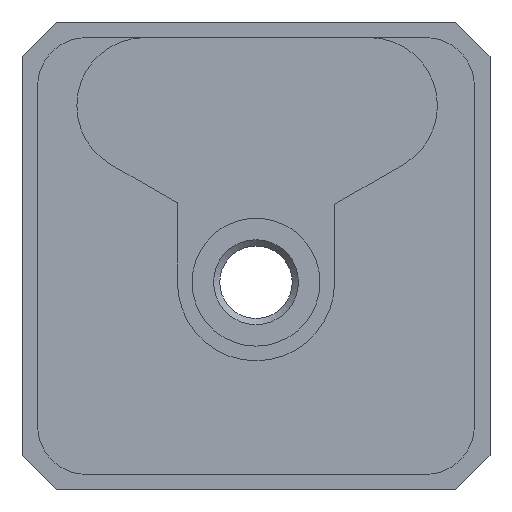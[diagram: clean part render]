
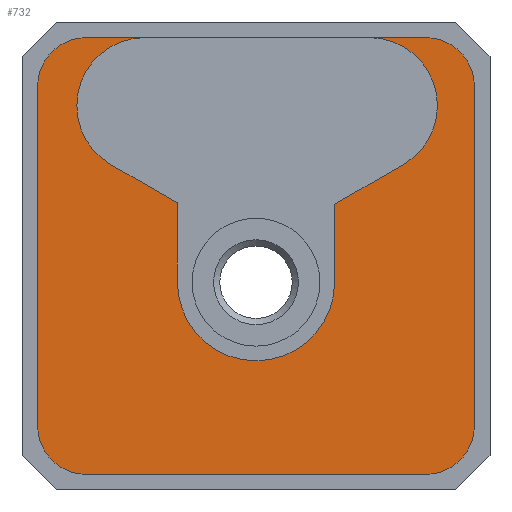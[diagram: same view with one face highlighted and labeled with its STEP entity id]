
A CAD part, front view. The second image highlights one B-rep face of the part: STEP entity #732.
In plain terms, the highlighted planar face has unit normal (0, -1, 0).
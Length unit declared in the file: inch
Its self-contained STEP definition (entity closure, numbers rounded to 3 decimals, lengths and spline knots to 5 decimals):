
#53=PLANE('',#814);
#93=FACE_OUTER_BOUND('',#139,.T.);
#139=EDGE_LOOP('',(#607,#608,#609,#610,#611,#612,#613,#614,#615,#616,#617,
#618,#619,#620,#621,#622));
#164=LINE('',#1076,#236);
#168=LINE('',#1084,#240);
#173=LINE('',#1102,#245);
#176=LINE('',#1108,#248);
#181=LINE('',#1124,#253);
#185=LINE('',#1131,#257);
#196=LINE('',#1165,#268);
#201=LINE('',#1178,#273);
#205=LINE('',#1193,#277);
#236=VECTOR('',#863,0.3937);
#240=VECTOR('',#869,0.3937);
#245=VECTOR('',#888,0.3937);
#248=VECTOR('',#893,0.3937);
#253=VECTOR('',#910,0.3937);
#257=VECTOR('',#914,0.3937);
#268=VECTOR('',#947,0.3937);
#273=VECTOR('',#960,0.3937);
#277=VECTOR('',#978,0.3937);
#311=CIRCLE('',#776,0.109);
#313=CIRCLE('',#779,0.12594);
#315=CIRCLE('',#784,0.109);
#323=CIRCLE('',#802,0.078);
#325=CIRCLE('',#806,0.078);
#327=CIRCLE('',#809,0.078);
#329=CIRCLE('',#813,0.078);
#340=VERTEX_POINT('',#1074);
#341=VERTEX_POINT('',#1075);
#344=VERTEX_POINT('',#1083);
#346=VERTEX_POINT('',#1089);
#348=VERTEX_POINT('',#1095);
#350=VERTEX_POINT('',#1101);
#352=VERTEX_POINT('',#1107);
#354=VERTEX_POINT('',#1113);
#357=VERTEX_POINT('',#1123);
#360=VERTEX_POINT('',#1129);
#371=VERTEX_POINT('',#1162);
#372=VERTEX_POINT('',#1164);
#374=VERTEX_POINT('',#1170);
#376=VERTEX_POINT('',#1176);
#378=VERTEX_POINT('',#1185);
#380=VERTEX_POINT('',#1191);
#410=EDGE_CURVE('',#340,#341,#164,.T.);
#414=EDGE_CURVE('',#341,#344,#168,.T.);
#417=EDGE_CURVE('',#344,#346,#311,.T.);
#420=EDGE_CURVE('',#348,#340,#313,.T.);
#423=EDGE_CURVE('',#350,#348,#173,.T.);
#426=EDGE_CURVE('',#352,#350,#176,.T.);
#429=EDGE_CURVE('',#354,#352,#315,.T.);
#434=EDGE_CURVE('',#354,#357,#181,.T.);
#438=EDGE_CURVE('',#360,#346,#185,.T.);
#453=EDGE_CURVE('',#371,#372,#196,.T.);
#457=EDGE_CURVE('',#374,#371,#323,.T.);
#460=EDGE_CURVE('',#376,#374,#201,.T.);
#462=EDGE_CURVE('',#357,#376,#325,.T.);
#465=EDGE_CURVE('',#378,#360,#327,.T.);
#468=EDGE_CURVE('',#380,#378,#205,.T.);
#470=EDGE_CURVE('',#372,#380,#329,.T.);
#607=ORIENTED_EDGE('',*,*,#417,.T.);
#608=ORIENTED_EDGE('',*,*,#438,.F.);
#609=ORIENTED_EDGE('',*,*,#465,.F.);
#610=ORIENTED_EDGE('',*,*,#468,.F.);
#611=ORIENTED_EDGE('',*,*,#470,.F.);
#612=ORIENTED_EDGE('',*,*,#453,.F.);
#613=ORIENTED_EDGE('',*,*,#457,.F.);
#614=ORIENTED_EDGE('',*,*,#460,.F.);
#615=ORIENTED_EDGE('',*,*,#462,.F.);
#616=ORIENTED_EDGE('',*,*,#434,.F.);
#617=ORIENTED_EDGE('',*,*,#429,.T.);
#618=ORIENTED_EDGE('',*,*,#426,.T.);
#619=ORIENTED_EDGE('',*,*,#423,.T.);
#620=ORIENTED_EDGE('',*,*,#420,.T.);
#621=ORIENTED_EDGE('',*,*,#410,.T.);
#622=ORIENTED_EDGE('',*,*,#414,.T.);
#732=ADVANCED_FACE('',(#93),#53,.F.);
#776=AXIS2_PLACEMENT_3D('',#1090,#874,#875);
#779=AXIS2_PLACEMENT_3D('',#1096,#881,#882);
#784=AXIS2_PLACEMENT_3D('',#1114,#898,#899);
#802=AXIS2_PLACEMENT_3D('',#1172,#954,#955);
#806=AXIS2_PLACEMENT_3D('',#1181,#965,#966);
#809=AXIS2_PLACEMENT_3D('',#1187,#972,#973);
#813=AXIS2_PLACEMENT_3D('',#1196,#983,#984);
#814=AXIS2_PLACEMENT_3D('',#1197,#985,#986);
#863=DIRECTION('',(0.,0.,1.));
#869=DIRECTION('',(-0.866,0.,0.5));
#874=DIRECTION('center_axis',(0.,1.,0.));
#875=DIRECTION('ref_axis',(1.,0.,0.));
#881=DIRECTION('center_axis',(0.,1.,0.));
#882=DIRECTION('ref_axis',(1.,0.,0.));
#888=DIRECTION('',(-0.001,0.,-1.));
#893=DIRECTION('',(-0.866,0.,-0.5));
#898=DIRECTION('center_axis',(0.,1.,0.));
#899=DIRECTION('ref_axis',(1.,0.,0.));
#910=DIRECTION('',(1.,0.,0.));
#914=DIRECTION('',(1.,0.,0.));
#947=DIRECTION('',(-1.,0.,0.));
#954=DIRECTION('center_axis',(0.,1.,0.));
#955=DIRECTION('ref_axis',(1.,0.,0.));
#960=DIRECTION('',(0.,0.,-1.));
#965=DIRECTION('center_axis',(0.,1.,0.));
#966=DIRECTION('ref_axis',(0.,0.,1.));
#972=DIRECTION('center_axis',(0.,1.,0.));
#973=DIRECTION('ref_axis',(-1.,0.,0.));
#978=DIRECTION('',(0.,0.,1.));
#983=DIRECTION('center_axis',(0.,1.,0.));
#984=DIRECTION('ref_axis',(0.,0.,-1.));
#985=DIRECTION('center_axis',(0.,1.,0.));
#986=DIRECTION('ref_axis',(1.,0.,0.));
#1074=CARTESIAN_POINT('',(-0.11193,0.06,0.00116));
#1075=CARTESIAN_POINT('',(-0.11198,0.06,0.1279));
#1076=CARTESIAN_POINT('',(-0.11194,0.06,0.02198));
#1083=CARTESIAN_POINT('',(-0.21862,0.06,0.18946));
#1084=CARTESIAN_POINT('',(-0.04633,0.06,0.08999));
#1089=CARTESIAN_POINT('',(-0.16412,0.06,0.39286));
#1090=CARTESIAN_POINT('Origin',(-0.16412,0.06,0.28386));
#1095=CARTESIAN_POINT('',(0.13995,0.06,0.00071));
#1096=CARTESIAN_POINT('Origin',(0.01401,0.06,0.00086));
#1101=CARTESIAN_POINT('',(0.1401,0.06,0.12586));
#1102=CARTESIAN_POINT('',(0.14005,0.06,0.08428));
#1107=CARTESIAN_POINT('',(0.25026,0.06,0.18946));
#1108=CARTESIAN_POINT('',(0.12993,0.06,0.11999));
#1113=CARTESIAN_POINT('',(0.19576,0.06,0.39286));
#1114=CARTESIAN_POINT('Origin',(0.19576,0.06,0.28386));
#1123=CARTESIAN_POINT('',(0.28601,0.06,0.39286));
#1124=CARTESIAN_POINT('',(-0.25799,0.06,0.39286));
#1129=CARTESIAN_POINT('',(-0.25799,0.06,0.39286));
#1131=CARTESIAN_POINT('',(-0.25799,0.06,0.39286));
#1162=CARTESIAN_POINT('',(0.28601,0.06,-0.30714));
#1164=CARTESIAN_POINT('',(-0.25799,0.06,-0.30714));
#1165=CARTESIAN_POINT('',(0.28601,0.06,-0.30714));
#1170=CARTESIAN_POINT('',(0.36401,0.06,-0.22914));
#1172=CARTESIAN_POINT('Origin',(0.28601,0.06,-0.22914));
#1176=CARTESIAN_POINT('',(0.36401,0.06,0.31486));
#1178=CARTESIAN_POINT('',(0.36401,0.06,0.31486));
#1181=CARTESIAN_POINT('Origin',(0.28601,0.06,0.31486));
#1185=CARTESIAN_POINT('',(-0.33599,0.06,0.31486));
#1187=CARTESIAN_POINT('Origin',(-0.25799,0.06,0.31486));
#1191=CARTESIAN_POINT('',(-0.33599,0.06,-0.22914));
#1193=CARTESIAN_POINT('',(-0.33599,0.06,-0.22914));
#1196=CARTESIAN_POINT('Origin',(-0.25799,0.06,-0.22914));
#1197=CARTESIAN_POINT('Origin',(0.01401,0.06,0.04286));
